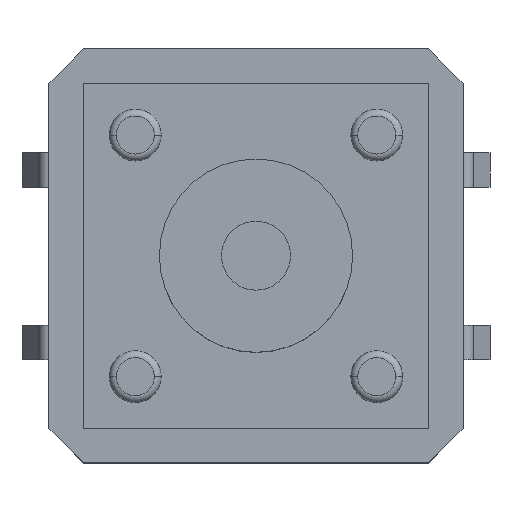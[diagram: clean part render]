
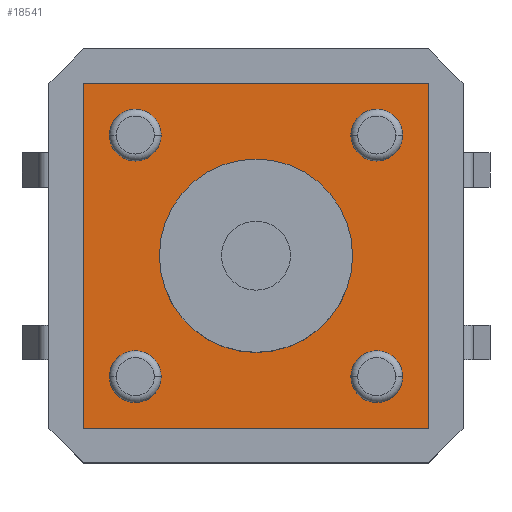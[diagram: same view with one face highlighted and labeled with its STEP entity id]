
A CAD part, top view. The second image highlights one B-rep face of the part: STEP entity #18541.
In plain terms, the highlighted planar face has unit normal (0, 0, 1).
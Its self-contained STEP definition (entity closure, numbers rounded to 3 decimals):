
#202 = DIRECTION ( 'NONE',  ( -1., 0., 0. ) ) ;
#273 = DIRECTION ( 'NONE',  ( 1., 0., 0. ) ) ;
#637 = PLANE ( 'NONE',  #10805 ) ;
#693 = CIRCLE ( 'NONE', #4686, 2.8 ) ;
#715 = EDGE_CURVE ( 'NONE', #11332, #9254, #693, .T. ) ;
#2072 = ORIENTED_EDGE ( 'NONE', *, *, #4012, .T. ) ;
#2348 = VECTOR ( 'NONE', #7333, 1000. ) ;
#2563 = ORIENTED_EDGE ( 'NONE', *, *, #715, .F. ) ;
#2899 = VERTEX_POINT ( 'NONE', #13706 ) ;
#2974 = DIRECTION ( 'NONE',  ( 1., 0., 0. ) ) ;
#3456 = EDGE_LOOP ( 'NONE', ( #2563, #15334 ) ) ;
#3509 = EDGE_CURVE ( 'NONE', #9287, #2899, #15400, .T. ) ;
#4012 = EDGE_CURVE ( 'NONE', #17171, #9287, #19295, .T. ) ;
#4025 = DIRECTION ( 'NONE',  ( 1., 0., 0. ) ) ;
#4213 = DIRECTION ( 'NONE',  ( 0., 0., 1. ) ) ;
#4678 = ORIENTED_EDGE ( 'NONE', *, *, #9479, .T. ) ;
#4686 = AXIS2_PLACEMENT_3D ( 'NONE', #20278, #4213, #2974 ) ;
#6327 = VECTOR ( 'NONE', #4025, 1000. ) ;
#6446 = CARTESIAN_POINT ( 'NONE',  ( -2.8, 0., 0. ) ) ;
#7333 = DIRECTION ( 'NONE',  ( 0., -1., 0. ) ) ;
#7910 = CARTESIAN_POINT ( 'NONE',  ( 5., -5., 0. ) ) ;
#7968 = VECTOR ( 'NONE', #202, 1000. ) ;
#9116 = EDGE_LOOP ( 'NONE', ( #18317, #9969, #4678, #2072 ) ) ;
#9254 = VERTEX_POINT ( 'NONE', #13540 ) ;
#9287 = VERTEX_POINT ( 'NONE', #13636 ) ;
#9479 = EDGE_CURVE ( 'NONE', #15883, #17171, #18344, .T. ) ;
#9969 = ORIENTED_EDGE ( 'NONE', *, *, #16391, .T. ) ;
#10216 = FACE_BOUND ( 'NONE', #3456, .T. ) ;
#10219 = AXIS2_PLACEMENT_3D ( 'NONE', #19370, #19943, #273 ) ;
#10313 = DIRECTION ( 'NONE',  ( 1., 0., 0. ) ) ;
#10805 = AXIS2_PLACEMENT_3D ( 'NONE', #19642, #16483, #10313 ) ;
#10825 = CARTESIAN_POINT ( 'NONE',  ( 5., 5., 0. ) ) ;
#11332 = VERTEX_POINT ( 'NONE', #6446 ) ;
#11458 = VECTOR ( 'NONE', #16867, 1000. ) ;
#11548 = CARTESIAN_POINT ( 'NONE',  ( -5., 5., 0. ) ) ;
#11954 = CARTESIAN_POINT ( 'NONE',  ( 5., 5., 0. ) ) ;
#13485 = CARTESIAN_POINT ( 'NONE',  ( -5., -5., 0. ) ) ;
#13540 = CARTESIAN_POINT ( 'NONE',  ( 2.8, 0., 0. ) ) ;
#13636 = CARTESIAN_POINT ( 'NONE',  ( -5., 5., 0. ) ) ;
#13706 = CARTESIAN_POINT ( 'NONE',  ( -5., -5., 0. ) ) ;
#14300 = EDGE_CURVE ( 'NONE', #9254, #11332, #19156, .T. ) ;
#15108 = LINE ( 'NONE', #13485, #6327 ) ;
#15334 = ORIENTED_EDGE ( 'NONE', *, *, #14300, .F. ) ;
#15400 = LINE ( 'NONE', #18853, #2348 ) ;
#15883 = VERTEX_POINT ( 'NONE', #7910 ) ;
#16391 = EDGE_CURVE ( 'NONE', #2899, #15883, #15108, .T. ) ;
#16483 = DIRECTION ( 'NONE',  ( 0., 0., 1. ) ) ;
#16867 = DIRECTION ( 'NONE',  ( 0., 1., 0. ) ) ;
#17171 = VERTEX_POINT ( 'NONE', #10825 ) ;
#18317 = ORIENTED_EDGE ( 'NONE', *, *, #3509, .T. ) ;
#18344 = LINE ( 'NONE', #11954, #11458 ) ;
#18541 = ADVANCED_FACE ( 'NONE', ( #19448, #10216 ), #637, .T. ) ;
#18853 = CARTESIAN_POINT ( 'NONE',  ( -5., 5., 0. ) ) ;
#19156 = CIRCLE ( 'NONE', #10219, 2.8 ) ;
#19295 = LINE ( 'NONE', #11548, #7968 ) ;
#19370 = CARTESIAN_POINT ( 'NONE',  ( 0., 0., 0. ) ) ;
#19448 = FACE_OUTER_BOUND ( 'NONE', #9116, .T. ) ;
#19642 = CARTESIAN_POINT ( 'NONE',  ( 0., 0., 0. ) ) ;
#19943 = DIRECTION ( 'NONE',  ( 0., 0., 1. ) ) ;
#20278 = CARTESIAN_POINT ( 'NONE',  ( 0., 0., 0. ) ) ;
